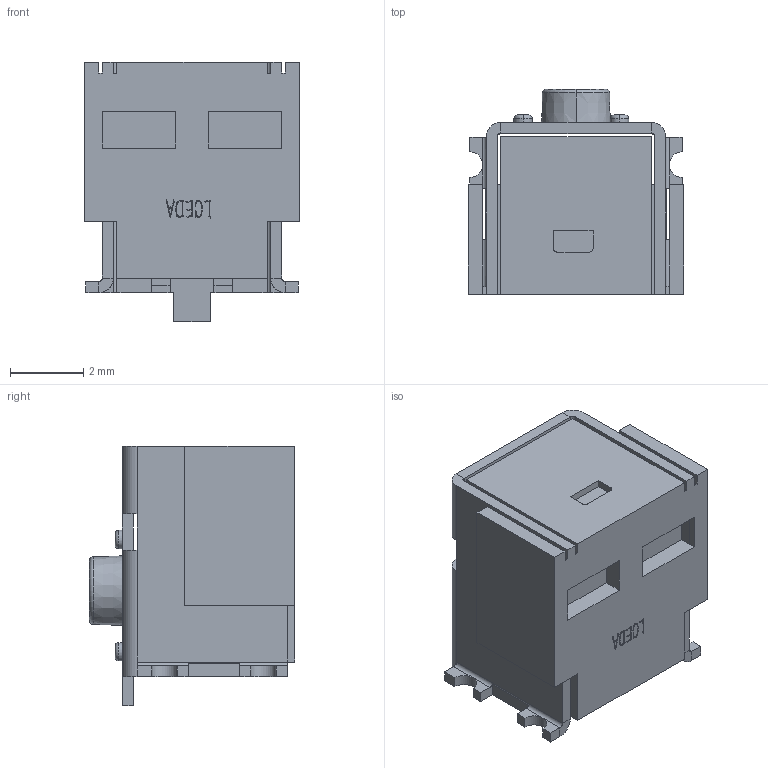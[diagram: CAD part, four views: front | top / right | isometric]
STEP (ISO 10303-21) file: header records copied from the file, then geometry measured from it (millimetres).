
FILE_DESCRIPTION (( 'STEP AP214' ), '1' );
FILE_NAME ('SW-SMD_GT-TC185B-H038-L1.step', '2022-07-26T15:12:47', ( '' ), ( '' ), 'SwSTEP 2.0', 'SolidWorks 2020', '' );
FILE_SCHEMA (( 'AUTOMOTIVE_DESIGN' ));
Length unit declared in the file: millimetre
Products named in the file (1): SW-SMD_GT-TC185B-H038-L1
Bounding box: 5.9 x 5.6 x 7.1 mm (x, y, z)
Volume: 143.4 mm3; surface area: 355.5 mm2
Topology: 14 solids, 14 shells, 516 faces, 1369 edges, 890 vertices
Faces by surface type: plane 330, bspline 146, cylinder 28, torus 10, cone 2
Entity records: 22757 total; most frequent: CARTESIAN_POINT 6386, ORIENTED_EDGE 2738, DIRECTION 1909, EDGE_CURVE 1369, VECTOR 979, LINE 979, VERTEX_POINT 890, EDGE_LOOP 545
